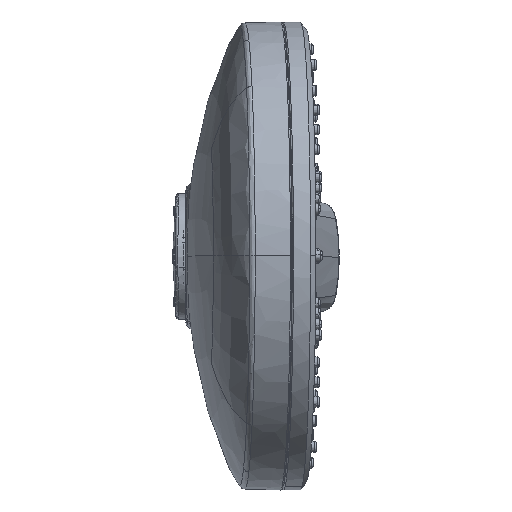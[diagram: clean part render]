
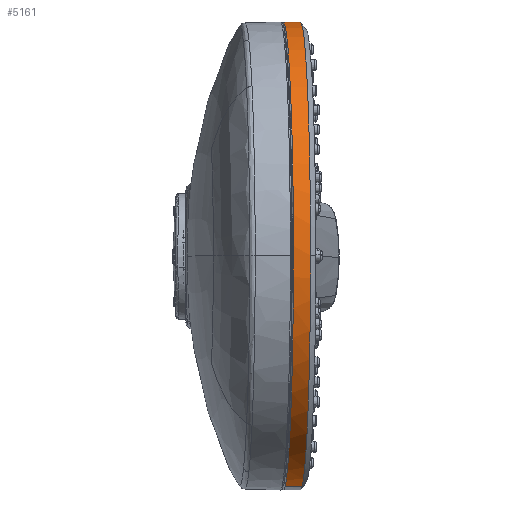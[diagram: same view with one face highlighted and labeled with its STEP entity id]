
A CAD part, top view. The second image highlights one B-rep face of the part: STEP entity #5161.
In plain terms, the highlighted conical face has half-angle 0.3 degrees and reference radius 64.892 mm.
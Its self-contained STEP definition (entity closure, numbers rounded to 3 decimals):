
#4826=CONICAL_SURFACE('',#115607,64.892,0.3);
#5161=ADVANCED_FACE('extract',(#7451),#4826,.T.);
#7451=FACE_OUTER_BOUND('',#32313,.T.);
#9731=ORIENTED_EDGE('',*,*,#20493,.T.);
#9732=ORIENTED_EDGE('',*,*,#20494,.T.);
#9733=ORIENTED_EDGE('',*,*,#20495,.T.);
#9734=ORIENTED_EDGE('',*,*,#20496,.F.);
#9735=ORIENTED_EDGE('',*,*,#20489,.T.);
#9736=ORIENTED_EDGE('',*,*,#20491,.T.);
#20489=EDGE_CURVE('165',#28989,#28988,#25872,.T.);
#20491=EDGE_CURVE('167',#28988,#28990,#25874,.T.);
#20493=EDGE_CURVE('169',#28990,#28991,#25876,.T.);
#20494=EDGE_CURVE('170',#28991,#28992,#25877,.T.);
#20495=EDGE_CURVE('171',#28992,#28993,#25878,.T.);
#20496=EDGE_CURVE('172',#28989,#28993,#25879,.T.);
#25872=B_SPLINE_CURVE_WITH_KNOTS('',3,(#56019,#56020,#56021,#56022,#56023,#56024,#56025,#56026,#56027,#56028,#56029,#56030,#56031,#56032,#56033,#56034,#56035,#56016),.UNSPECIFIED.,.F.,.U.,(4,2,2,2,2,2,2,2,4),(0.,0.125,0.25,0.375,0.5,0.625,0.75,0.875,1.),.UNSPECIFIED.);
#25874=B_SPLINE_CURVE_WITH_KNOTS('',3,(#56016,#56105,#56106,#56107,#56108,#56109,#56110,#56111,#56112,#56113,#56114,#56115,#56116,#56117,#56118,#56119,#56120,#56104),.UNSPECIFIED.,.F.,.U.,(4,2,2,2,2,2,2,2,4),(0.,0.125,0.25,0.375,0.5,0.625,0.75,0.875,1.),.UNSPECIFIED.);
#25876=B_SPLINE_CURVE_WITH_KNOTS('',3,(#56104,#56139,#56140,#56138),.UNSPECIFIED.,.F.,.U.,(4,4),(0.,1.),.UNSPECIFIED.);
#25877=B_SPLINE_CURVE_WITH_KNOTS('',3,(#56138,#56142,#56143,#56144,#56145,#56146,#56147,#56148,#56149,#56150,#56151,#56152,#56153,#56154,#56155,#56156,#56157,#56141),.UNSPECIFIED.,.F.,.U.,(4,2,2,2,2,2,2,2,4),(0.,0.125,0.25,0.375,0.5,0.625,0.75,0.875,1.),.UNSPECIFIED.);
#25878=B_SPLINE_CURVE_WITH_KNOTS('',3,(#56141,#56159,#56160,#56161,#56162,#56163,#56164,#56165,#56166,#56167,#56168,#56169,#56170,#56171,#56172,#56173,#56174,#56158),.UNSPECIFIED.,.F.,.U.,(4,2,2,2,2,2,2,2,4),(0.,0.125,0.25,0.375,0.5,0.625,0.75,0.875,1.),.UNSPECIFIED.);
#25879=B_SPLINE_CURVE_WITH_KNOTS('',3,(#56019,#56175,#56176,#56158),.UNSPECIFIED.,.F.,.U.,(4,4),(0.,1.),.UNSPECIFIED.);
#28988=VERTEX_POINT('164',#56016);
#28989=VERTEX_POINT('165',#56019);
#28990=VERTEX_POINT('166',#56104);
#28991=VERTEX_POINT('167',#56138);
#28992=VERTEX_POINT('168',#56141);
#28993=VERTEX_POINT('169',#56158);
#32313=EDGE_LOOP('',(#9731,#9732,#9733,#9734,#9735,#9736));
#56016=CARTESIAN_POINT('',(15.448,0.,64.367));
#56019=CARTESIAN_POINT('',(13.108,-63.905,10.795));
#56020=CARTESIAN_POINT('',(13.271,-63.25,14.509));
#56021=CARTESIAN_POINT('',(13.43,-62.27,18.166));
#56022=CARTESIAN_POINT('',(13.74,-59.687,25.255));
#56023=CARTESIAN_POINT('',(13.89,-58.086,28.686));
#56024=CARTESIAN_POINT('',(14.175,-54.31,35.219));
#56025=CARTESIAN_POINT('',(14.31,-52.137,38.32));
#56026=CARTESIAN_POINT('',(14.563,-47.283,44.099));
#56027=CARTESIAN_POINT('',(14.68,-44.604,46.776));
#56028=CARTESIAN_POINT('',(14.891,-38.82,51.625));
#56029=CARTESIAN_POINT('',(14.986,-35.715,53.796));
#56030=CARTESIAN_POINT('',(15.151,-29.176,57.568));
#56031=CARTESIAN_POINT('',(15.221,-25.742,59.168));
#56032=CARTESIAN_POINT('',(15.334,-18.647,61.748));
#56033=CARTESIAN_POINT('',(15.376,-14.986,62.728));
#56034=CARTESIAN_POINT('',(15.434,-7.55,64.038));
#56035=CARTESIAN_POINT('',(15.448,-3.775,64.368));
#56104=CARTESIAN_POINT('',(12.126,63.905,-11.72));
#56105=CARTESIAN_POINT('',(15.448,4.719,64.368));
#56106=CARTESIAN_POINT('',(15.425,9.438,63.851));
#56107=CARTESIAN_POINT('',(15.336,18.652,61.81));
#56108=CARTESIAN_POINT('',(15.27,23.148,60.286));
#56109=CARTESIAN_POINT('',(15.096,31.701,56.301));
#56110=CARTESIAN_POINT('',(14.988,35.76,53.841));
#56111=CARTESIAN_POINT('',(14.738,43.248,48.101));
#56112=CARTESIAN_POINT('',(14.594,46.677,44.821));
#56113=CARTESIAN_POINT('',(14.279,52.743,37.598));
#56114=CARTESIAN_POINT('',(14.107,55.381,33.655));
#56115=CARTESIAN_POINT('',(13.742,59.739,25.291));
#56116=CARTESIAN_POINT('',(13.549,61.459,20.871));
#56117=CARTESIAN_POINT('',(13.151,63.902,11.763));
#56118=CARTESIAN_POINT('',(12.946,64.624,7.075));
#56119=CARTESIAN_POINT('',(12.535,65.036,-2.345));
#56120=CARTESIAN_POINT('',(12.328,64.725,-7.077));
#56137=CARTESIAN_POINT('',(12.646,0.,-0.464));
#56138=CARTESIAN_POINT('',(7.38,63.93,-11.517));
#56139=CARTESIAN_POINT('',(10.544,63.914,-11.653));
#56140=CARTESIAN_POINT('',(8.962,63.922,-11.585));
#56141=CARTESIAN_POINT('',(10.66,11.352,63.6));
#56142=CARTESIAN_POINT('',(7.563,64.668,-7.34));
#56143=CARTESIAN_POINT('',(7.748,64.993,-3.091));
#56144=CARTESIAN_POINT('',(8.118,64.81,5.39));
#56145=CARTESIAN_POINT('',(8.303,64.3,9.621));
#56146=CARTESIAN_POINT('',(8.665,62.465,17.903));
#56147=CARTESIAN_POINT('',(8.842,61.139,21.954));
#56148=CARTESIAN_POINT('',(9.181,57.723,29.72));
#56149=CARTESIAN_POINT('',(9.343,55.633,33.435));
#56150=CARTESIAN_POINT('',(9.646,50.767,40.387));
#56151=CARTESIAN_POINT('',(9.788,47.992,43.623));
#56152=CARTESIAN_POINT('',(10.044,41.863,49.494));
#56153=CARTESIAN_POINT('',(10.159,38.509,52.128));
#56154=CARTESIAN_POINT('',(10.358,31.352,56.693));
#56155=CARTESIAN_POINT('',(10.443,27.549,58.623));
#56156=CARTESIAN_POINT('',(10.577,19.639,61.706));
#56157=CARTESIAN_POINT('',(10.628,15.532,62.859));
#56158=CARTESIAN_POINT('',(8.364,-63.93,11.007));
#56159=CARTESIAN_POINT('',(10.692,7.165,64.343));
#56160=CARTESIAN_POINT('',(10.707,2.906,64.674));
#56161=CARTESIAN_POINT('',(10.699,-5.597,64.498));
#56162=CARTESIAN_POINT('',(10.677,-9.839,63.991));
#56163=CARTESIAN_POINT('',(10.597,-18.144,62.16));
#56164=CARTESIAN_POINT('',(10.539,-22.206,60.835));
#56165=CARTESIAN_POINT('',(10.39,-29.992,57.419));
#56166=CARTESIAN_POINT('',(10.299,-33.717,55.328));
#56167=CARTESIAN_POINT('',(10.086,-40.686,50.459));
#56168=CARTESIAN_POINT('',(9.965,-43.931,47.682));
#56169=CARTESIAN_POINT('',(9.697,-49.814,41.547));
#56170=CARTESIAN_POINT('',(9.551,-52.454,38.19));
#56171=CARTESIAN_POINT('',(9.238,-57.025,31.026));
#56172=CARTESIAN_POINT('',(9.072,-58.957,27.219));
#56173=CARTESIAN_POINT('',(8.726,-62.041,19.301));
#56174=CARTESIAN_POINT('',(8.546,-63.192,15.19));
#56175=CARTESIAN_POINT('',(11.527,-63.914,10.866));
#56176=CARTESIAN_POINT('',(9.945,-63.922,10.936));
#115607=AXIS2_PLACEMENT_3D('',#56137,#118379,#118380);
#118379=DIRECTION('',(-0.999,0.,0.044));
#118380=DIRECTION('',(0.007,-0.986,0.166));
